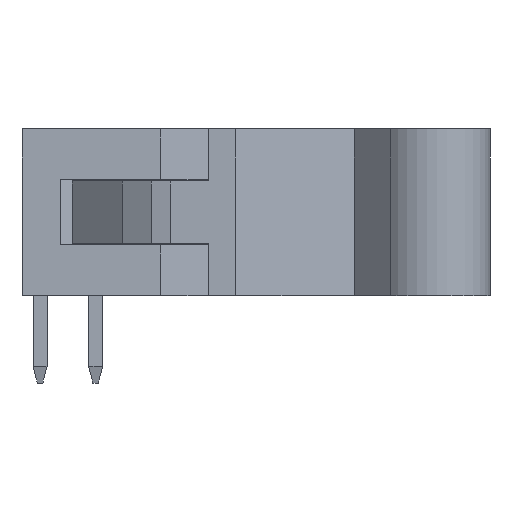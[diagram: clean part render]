
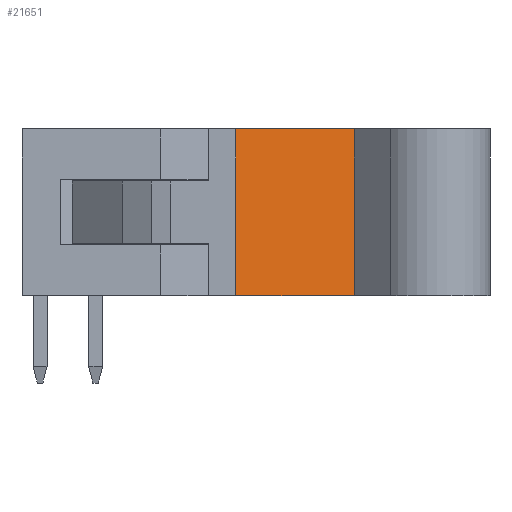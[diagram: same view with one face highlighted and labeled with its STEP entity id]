
A CAD part, front view. The second image highlights one B-rep face of the part: STEP entity #21651.
In plain terms, the highlighted face is planar.
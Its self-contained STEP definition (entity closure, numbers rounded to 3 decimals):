
#620=ORIENTED_EDGE('',*,*,#6821,.T.);
#621=ORIENTED_EDGE('',*,*,#6822,.F.);
#622=ORIENTED_EDGE('',*,*,#6782,.F.);
#623=ORIENTED_EDGE('',*,*,#6819,.T.);
#6782=EDGE_CURVE('',#9920,#9921,#11940,.T.);
#6819=EDGE_CURVE('',#9920,#9944,#11967,.T.);
#6821=EDGE_CURVE('',#9944,#9945,#11969,.T.);
#6822=EDGE_CURVE('',#9921,#9945,#11970,.T.);
#9920=VERTEX_POINT('',#30774);
#9921=VERTEX_POINT('',#30776);
#9944=VERTEX_POINT('',#30850);
#9945=VERTEX_POINT('',#30855);
#11940=LINE('',#30775,#14962);
#11967=LINE('',#30851,#14989);
#11969=LINE('',#30854,#14991);
#11970=LINE('',#30856,#14992);
#14962=VECTOR('',#24927,1000.);
#14989=VECTOR('',#25004,1000.);
#14991=VECTOR('',#25008,1000.);
#14992=VECTOR('',#25009,1000.);
#17924=EDGE_LOOP('',(#620,#621,#622,#623));
#19212=FACE_BOUND('',#17924,.T.);
#20478=PLANE('',#23347);
#21651=ADVANCED_FACE('',(#19212),#20478,.F.);
#23347=AXIS2_PLACEMENT_3D('',#30853,#25006,#25007);
#24927=DIRECTION('',(-0.228,0.,0.974));
#25004=DIRECTION('',(0.,1.,0.));
#25006=DIRECTION('',(-0.974,0.,-0.228));
#25007=DIRECTION('',(-0.228,0.,0.974));
#25008=DIRECTION('',(-0.228,0.,0.974));
#25009=DIRECTION('',(0.,1.,0.));
#30774=CARTESIAN_POINT('',(29.85,-3.,2.694));
#30775=CARTESIAN_POINT('',(29.85,-3.,2.694));
#30776=CARTESIAN_POINT('',(28.85,-3.,6.96));
#30850=CARTESIAN_POINT('',(29.85,3.,2.694));
#30851=CARTESIAN_POINT('',(29.85,-3.,2.694));
#30853=CARTESIAN_POINT('',(29.85,-3.,2.694));
#30854=CARTESIAN_POINT('',(29.85,3.,2.694));
#30855=CARTESIAN_POINT('',(28.85,3.,6.96));
#30856=CARTESIAN_POINT('',(28.85,-3.,6.96));
